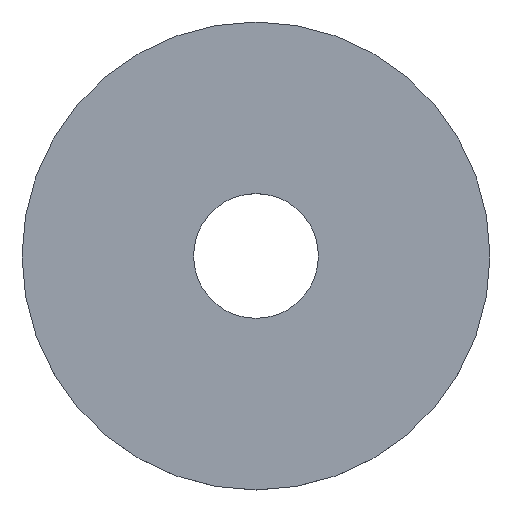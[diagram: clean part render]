
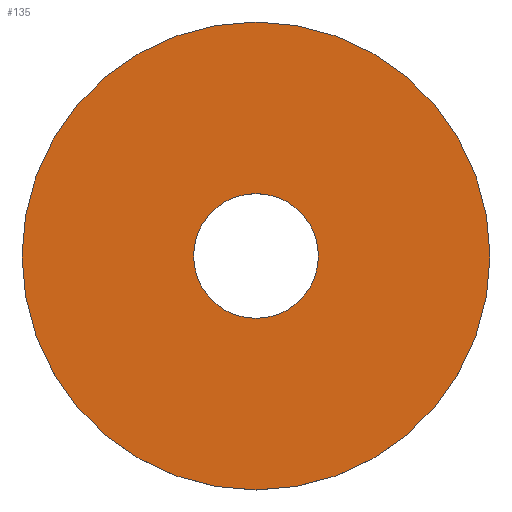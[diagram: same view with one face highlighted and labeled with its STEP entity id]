
A CAD part, top view. The second image highlights one B-rep face of the part: STEP entity #135.
In plain terms, the highlighted planar face has unit normal (0, 0, 1).
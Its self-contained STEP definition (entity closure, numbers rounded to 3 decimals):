
#4 = VERTEX_POINT ( 'NONE', #32 ) ;
#6 = CARTESIAN_POINT ( 'NONE',  ( 0., 4., 1.4 ) ) ;
#7 = PLANE ( 'NONE',  #165 ) ;
#27 = ORIENTED_EDGE ( 'NONE', *, *, #111, .T. ) ;
#32 = CARTESIAN_POINT ( 'NONE',  ( 0., 15., 1.4 ) ) ;
#35 = AXIS2_PLACEMENT_3D ( 'NONE', #149, #68, #122 ) ;
#42 = EDGE_LOOP ( 'NONE', ( #43 ) ) ;
#43 = ORIENTED_EDGE ( 'NONE', *, *, #102, .F. ) ;
#59 = FACE_BOUND ( 'NONE', #80, .T. ) ;
#64 = CIRCLE ( 'NONE', #35, 15. ) ;
#68 = DIRECTION ( 'NONE',  ( 0., 0., -1. ) ) ;
#76 = AXIS2_PLACEMENT_3D ( 'NONE', #162, #89, #90 ) ;
#80 = EDGE_LOOP ( 'NONE', ( #27 ) ) ;
#86 = CARTESIAN_POINT ( 'NONE',  ( 0., 4., 1.4 ) ) ;
#87 = VERTEX_POINT ( 'NONE', #86 ) ;
#89 = DIRECTION ( 'NONE',  ( 0., 0., -1. ) ) ;
#90 = DIRECTION ( 'NONE',  ( 0., 1., 0. ) ) ;
#98 = DIRECTION ( 'NONE',  ( 0., -1., 0. ) ) ;
#99 = DIRECTION ( 'NONE',  ( 0., 0., 1. ) ) ;
#102 = EDGE_CURVE ( 'NONE', #4, #4, #64, .T. ) ;
#110 = CIRCLE ( 'NONE', #76, 4. ) ;
#111 = EDGE_CURVE ( 'NONE', #87, #87, #110, .T. ) ;
#122 = DIRECTION ( 'NONE',  ( 0., 1., 0. ) ) ;
#135 = ADVANCED_FACE ( 'NONE', ( #59, #150 ), #7, .T. ) ;
#149 = CARTESIAN_POINT ( 'NONE',  ( 0., 0., 1.4 ) ) ;
#150 = FACE_OUTER_BOUND ( 'NONE', #42, .T. ) ;
#162 = CARTESIAN_POINT ( 'NONE',  ( 0., 0., 1.4 ) ) ;
#165 = AXIS2_PLACEMENT_3D ( 'NONE', #6, #99, #98 ) ;
